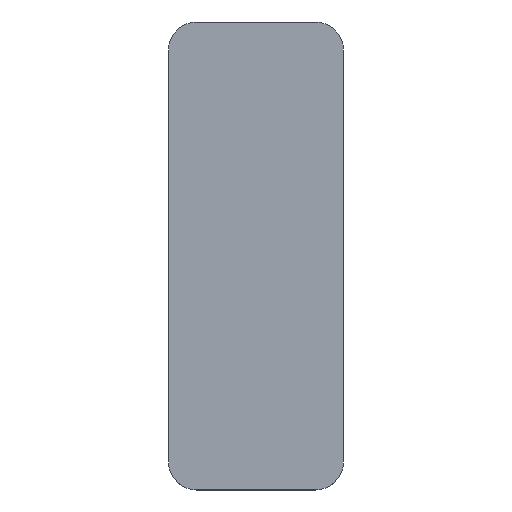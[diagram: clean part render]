
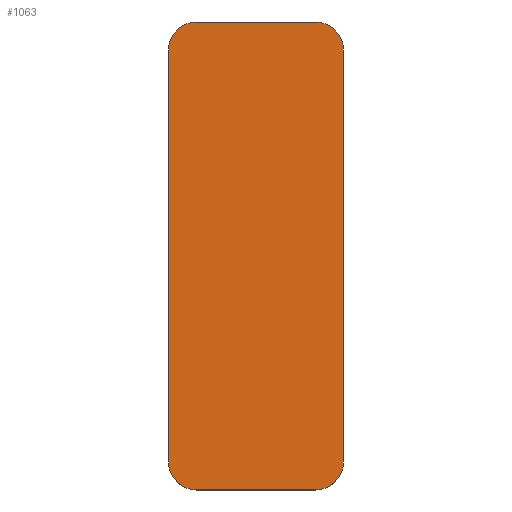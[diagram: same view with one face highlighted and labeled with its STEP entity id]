
A CAD part, top view. The second image highlights one B-rep face of the part: STEP entity #1063.
In plain terms, the highlighted planar face has unit normal (0, 0, 1).
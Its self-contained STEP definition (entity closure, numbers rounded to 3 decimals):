
#694=CARTESIAN_POINT('',(-62.49,-147.0,4.6));
#695=VERTEX_POINT('',#694);
#702=CARTESIAN_POINT('',(-62.49,147.,4.6));
#703=VERTEX_POINT('',#702);
#704=CARTESIAN_POINT('',(-62.49,-147.0,4.6));
#705=DIRECTION('',(0.0,1.0,0.0));
#706=VECTOR('',#705,294.0);
#707=LINE('',#704,#706);
#708=EDGE_CURVE('',#695,#703,#707,.T.);
#732=CARTESIAN_POINT('',(-42.5,166.99,4.6));
#733=VERTEX_POINT('',#732);
#750=CARTESIAN_POINT('',(-42.5,147.0,4.6));
#751=DIRECTION('',(0.0,0.0,-1.0));
#752=DIRECTION('',(-0.707,0.707,0.0));
#753=AXIS2_PLACEMENT_3D('',#750,#751,#752);
#754=CIRCLE('',#753,19.99);
#755=EDGE_CURVE('',#703,#733,#754,.T.);
#765=CARTESIAN_POINT('',(42.5,166.99,4.6));
#766=VERTEX_POINT('',#765);
#782=CARTESIAN_POINT('',(-42.5,166.99,4.6));
#783=DIRECTION('',(1.0,0.0,0.0));
#784=VECTOR('',#783,85.0);
#785=LINE('',#782,#784);
#786=EDGE_CURVE('',#733,#766,#785,.T.);
#796=CARTESIAN_POINT('',(62.49,147.0,4.6));
#797=VERTEX_POINT('',#796);
#814=CARTESIAN_POINT('',(42.5,147.0,4.6));
#815=DIRECTION('',(0.0,0.0,-1.0));
#816=DIRECTION('',(0.707,0.707,0.0));
#817=AXIS2_PLACEMENT_3D('',#814,#815,#816);
#818=CIRCLE('',#817,19.99);
#819=EDGE_CURVE('',#766,#797,#818,.T.);
#829=CARTESIAN_POINT('',(62.49,-147.,4.6));
#830=VERTEX_POINT('',#829);
#846=CARTESIAN_POINT('',(62.49,147.0,4.6));
#847=DIRECTION('',(0.0,-1.0,0.0));
#848=VECTOR('',#847,294.0);
#849=LINE('',#846,#848);
#850=EDGE_CURVE('',#797,#830,#849,.T.);
#860=CARTESIAN_POINT('',(42.5,-166.99,4.6));
#861=VERTEX_POINT('',#860);
#878=CARTESIAN_POINT('',(42.5,-147.0,4.6));
#879=DIRECTION('',(0.0,0.0,-1.0));
#880=DIRECTION('',(0.707,-0.707,0.0));
#881=AXIS2_PLACEMENT_3D('',#878,#879,#880);
#882=CIRCLE('',#881,19.99);
#883=EDGE_CURVE('',#830,#861,#882,.T.);
#893=CARTESIAN_POINT('',(-42.5,-166.99,4.6));
#894=VERTEX_POINT('',#893);
#910=CARTESIAN_POINT('',(42.5,-166.99,4.6));
#911=DIRECTION('',(-1.0,0.0,0.0));
#912=VECTOR('',#911,85.);
#913=LINE('',#910,#912);
#914=EDGE_CURVE('',#861,#894,#913,.T.);
#933=CARTESIAN_POINT('',(-42.5,-147.0,4.6));
#934=DIRECTION('',(0.0,0.0,-1.0));
#935=DIRECTION('',(-0.707,-0.707,0.0));
#936=AXIS2_PLACEMENT_3D('',#933,#934,#935);
#937=CIRCLE('',#936,19.99);
#938=EDGE_CURVE('',#894,#695,#937,.T.);
#1048=CARTESIAN_POINT('',(0.0,0.,4.6));
#1049=DIRECTION('',(0.0,0.0,1.0));
#1050=DIRECTION('',(1.0,0.0,0.0));
#1051=AXIS2_PLACEMENT_3D('',#1048,#1049,#1050);
#1052=PLANE('',#1051);
#1053=ORIENTED_EDGE('',*,*,#708,.F.);
#1054=ORIENTED_EDGE('',*,*,#938,.F.);
#1055=ORIENTED_EDGE('',*,*,#914,.F.);
#1056=ORIENTED_EDGE('',*,*,#883,.F.);
#1057=ORIENTED_EDGE('',*,*,#850,.F.);
#1058=ORIENTED_EDGE('',*,*,#819,.F.);
#1059=ORIENTED_EDGE('',*,*,#786,.F.);
#1060=ORIENTED_EDGE('',*,*,#755,.F.);
#1061=EDGE_LOOP('',(#1053,#1054,#1055,#1056,#1057,#1058,#1059,#1060));
#1062=FACE_OUTER_BOUND('',#1061,.T.);
#1063=ADVANCED_FACE('',(#1062),#1052,.T.);
